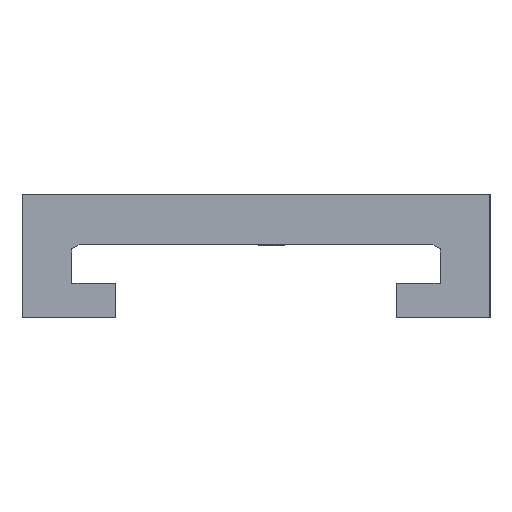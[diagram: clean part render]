
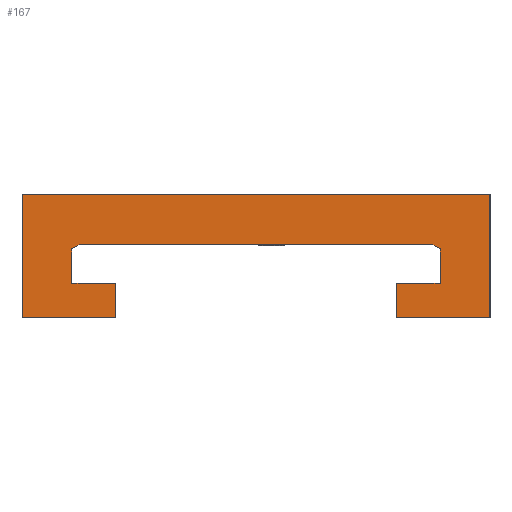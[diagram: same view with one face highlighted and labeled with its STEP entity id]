
A CAD part, left-side view. The second image highlights one B-rep face of the part: STEP entity #167.
In plain terms, the highlighted planar face has unit normal (-1, 0, 0).
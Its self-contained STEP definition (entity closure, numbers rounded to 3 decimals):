
#167=ADVANCED_FACE('',(#352),#353,.F.);
#352=FACE_OUTER_BOUND('',#559,.T.);
#353=PLANE('',#560);
#559=EDGE_LOOP('',(#964,#965,#966,#967,#968,#969,#970,#971,#972,#973,#974,#975,#976,#977));
#560=AXIS2_PLACEMENT_3D('',#978,#979,#980);
#964=ORIENTED_EDGE('',*,*,#1342,.T.);
#965=ORIENTED_EDGE('',*,*,#1343,.F.);
#966=ORIENTED_EDGE('',*,*,#1344,.F.);
#967=ORIENTED_EDGE('',*,*,#1345,.F.);
#968=ORIENTED_EDGE('',*,*,#1346,.F.);
#969=ORIENTED_EDGE('',*,*,#1347,.F.);
#970=ORIENTED_EDGE('',*,*,#1348,.F.);
#971=ORIENTED_EDGE('',*,*,#1349,.T.);
#972=ORIENTED_EDGE('',*,*,#1350,.T.);
#973=ORIENTED_EDGE('',*,*,#1351,.T.);
#974=ORIENTED_EDGE('',*,*,#1352,.T.);
#975=ORIENTED_EDGE('',*,*,#1353,.T.);
#976=ORIENTED_EDGE('',*,*,#1354,.T.);
#977=ORIENTED_EDGE('',*,*,#1355,.T.);
#978=CARTESIAN_POINT('',(-205.0,0.,0.0));
#979=DIRECTION('',(1.0,0.,0.0));
#980=DIRECTION('',(0.,-1.0,0.0));
#1342=EDGE_CURVE('',#1630,#1631,#1632,.T.);
#1343=EDGE_CURVE('',#1633,#1631,#1634,.T.);
#1344=EDGE_CURVE('',#1635,#1633,#1636,.T.);
#1345=EDGE_CURVE('',#1637,#1635,#1638,.T.);
#1346=EDGE_CURVE('',#1639,#1637,#1640,.T.);
#1347=EDGE_CURVE('',#1641,#1639,#1642,.T.);
#1348=EDGE_CURVE('',#1643,#1641,#1644,.T.);
#1349=EDGE_CURVE('',#1643,#1645,#1646,.T.);
#1350=EDGE_CURVE('',#1645,#1647,#1648,.T.);
#1351=EDGE_CURVE('',#1647,#1649,#1650,.T.);
#1352=EDGE_CURVE('',#1649,#1651,#1652,.T.);
#1353=EDGE_CURVE('',#1651,#1653,#1654,.T.);
#1354=EDGE_CURVE('',#1653,#1655,#1656,.T.);
#1355=EDGE_CURVE('',#1655,#1630,#1657,.T.);
#1630=VERTEX_POINT('',#2030);
#1631=VERTEX_POINT('',#2031);
#1632=LINE('',#2032,#2033);
#1633=VERTEX_POINT('',#2034);
#1634=LINE('',#2035,#2036);
#1635=VERTEX_POINT('',#2037);
#1636=LINE('',#2038,#2039);
#1637=VERTEX_POINT('',#2040);
#1638=LINE('',#2041,#2042);
#1639=VERTEX_POINT('',#2043);
#1640=LINE('',#2044,#2045);
#1641=VERTEX_POINT('',#2046);
#1642=LINE('',#2047,#2048);
#1643=VERTEX_POINT('',#2049);
#1644=LINE('',#2050,#2051);
#1645=VERTEX_POINT('',#2052);
#1646=LINE('',#2053,#2054);
#1647=VERTEX_POINT('',#2055);
#1648=LINE('',#2056,#2057);
#1649=VERTEX_POINT('',#2058);
#1650=LINE('',#2059,#2060);
#1651=VERTEX_POINT('',#2061);
#1652=LINE('',#2062,#2063);
#1653=VERTEX_POINT('',#2064);
#1654=LINE('',#2065,#2066);
#1655=VERTEX_POINT('',#2067);
#1656=LINE('',#2068,#2069);
#1657=LINE('',#2070,#2071);
#2030=CARTESIAN_POINT('',(-205.0,-59.0,-8.75));
#2031=CARTESIAN_POINT('',(-205.0,-45.0,-8.75));
#2032=CARTESIAN_POINT('',(-205.0,-59.0,-8.75));
#2033=VECTOR('',#2362,14.0);
#2034=CARTESIAN_POINT('',(-205.0,-45.0,-19.75));
#2035=CARTESIAN_POINT('',(-205.0,-45.0,-19.75));
#2036=VECTOR('',#2363,11.0);
#2037=CARTESIAN_POINT('',(-205.0,-75.0,-19.75));
#2038=CARTESIAN_POINT('',(-205.0,-75.0,-19.75));
#2039=VECTOR('',#2364,30.0);
#2040=CARTESIAN_POINT('',(-205.0,-75.0,19.75));
#2041=CARTESIAN_POINT('',(-205.0,-75.0,19.75));
#2042=VECTOR('',#2365,39.5);
#2043=CARTESIAN_POINT('',(-205.0,75.0,19.75));
#2044=CARTESIAN_POINT('',(-205.0,75.0,19.75));
#2045=VECTOR('',#2366,150.0);
#2046=CARTESIAN_POINT('',(-205.0,75.0,-19.75));
#2047=CARTESIAN_POINT('',(-205.0,75.0,-19.75));
#2048=VECTOR('',#2367,39.5);
#2049=CARTESIAN_POINT('',(-205.0,45.0,-19.75));
#2050=CARTESIAN_POINT('',(-205.0,45.0,-19.75));
#2051=VECTOR('',#2368,30.0);
#2052=CARTESIAN_POINT('',(-205.0,45.0,-8.75));
#2053=CARTESIAN_POINT('',(-205.0,45.0,-19.75));
#2054=VECTOR('',#2369,11.0);
#2055=CARTESIAN_POINT('',(-205.0,59.0,-8.75));
#2056=CARTESIAN_POINT('',(-205.0,45.0,-8.75));
#2057=VECTOR('',#2370,14.0);
#2058=CARTESIAN_POINT('',(-205.0,59.0,2.25));
#2059=CARTESIAN_POINT('',(-205.0,59.0,-8.75));
#2060=VECTOR('',#2371,11.0);
#2061=CARTESIAN_POINT('',(-205.0,56.402,3.75));
#2062=CARTESIAN_POINT('',(-205.0,59.0,2.25));
#2063=VECTOR('',#2372,3.);
#2064=CARTESIAN_POINT('',(-205.0,-56.402,3.75));
#2065=CARTESIAN_POINT('',(-205.0,56.402,3.75));
#2066=VECTOR('',#2373,112.804);
#2067=CARTESIAN_POINT('',(-205.0,-59.0,2.25));
#2068=CARTESIAN_POINT('',(-205.0,-56.402,3.75));
#2069=VECTOR('',#2374,3.);
#2070=CARTESIAN_POINT('',(-205.0,-59.0,2.25));
#2071=VECTOR('',#2375,11.0);
#2362=DIRECTION('',(0.,1.0,0.0));
#2363=DIRECTION('',(0.0,0.0,1.0));
#2364=DIRECTION('',(0.,1.0,0.0));
#2365=DIRECTION('',(0.0,0.0,-1.0));
#2366=DIRECTION('',(0.,-1.0,0.0));
#2367=DIRECTION('',(0.0,0.0,1.0));
#2368=DIRECTION('',(0.,1.0,0.0));
#2369=DIRECTION('',(0.0,0.0,1.0));
#2370=DIRECTION('',(0.,1.0,0.0));
#2371=DIRECTION('',(0.0,0.0,1.0));
#2372=DIRECTION('',(0.,-0.866,0.5));
#2373=DIRECTION('',(0.,-1.0,0.0));
#2374=DIRECTION('',(0.,-0.866,-0.5));
#2375=DIRECTION('',(0.0,0.0,-1.0));
